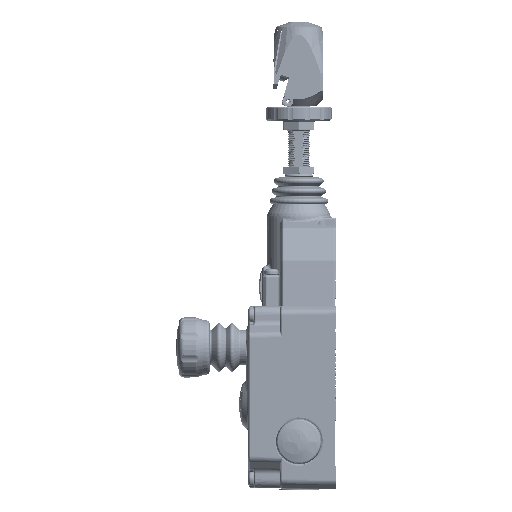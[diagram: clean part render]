
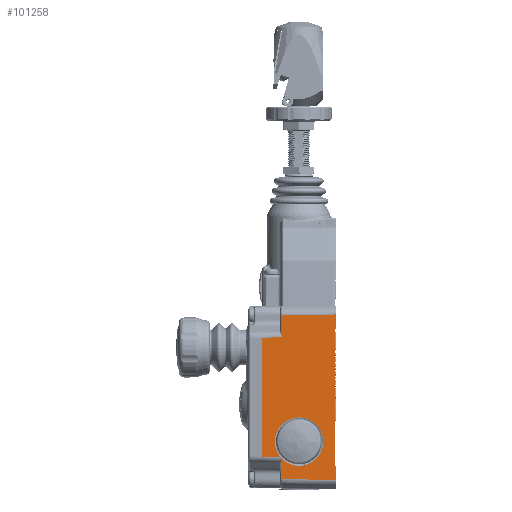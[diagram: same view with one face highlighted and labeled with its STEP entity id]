
A CAD part, left-side view. The second image highlights one B-rep face of the part: STEP entity #101258.
In plain terms, the highlighted planar face has unit normal (-1, 0.018, 0).
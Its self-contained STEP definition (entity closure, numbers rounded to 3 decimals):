
#565=DIRECTION('',(0.,0.,1.));
#566=VECTOR('',#565,75.204);
#567=CARTESIAN_POINT('',(-41.698,-20.,-87.602));
#568=LINE('',#567,#566);
#2167=DIRECTION('',(-0.017,-1.,0.017));
#2168=VECTOR('',#2167,0.5);
#2169=CARTESIAN_POINT('',(-41.698,-20.,-12.398));
#2170=LINE('',#2169,#2168);
#2171=DIRECTION('',(-0.017,-1.,0.021));
#2172=VECTOR('',#2171,10.987);
#2173=CARTESIAN_POINT('',(-41.,20.,
-17.358));
#2174=LINE('',#2173,#2172);
#2175=DIRECTION('',(-0.017,-1.,0.01));
#2176=VECTOR('',#2175,29.523);
#2177=CARTESIAN_POINT('',(-41.192,9.017,
-4.91));
#2178=LINE('',#2177,#2176);
#2179=DIRECTION('',(0.017,1.,0.01));
#2180=VECTOR('',#2179,29.523);
#2181=CARTESIAN_POINT('',(-41.707,-20.5,-95.388));
#2182=LINE('',#2181,#2180);
#2183=CARTESIAN_POINT('',(-41.192,9.017,
-84.104));
#2184=CARTESIAN_POINT('',(-41.204,8.329,
-84.761));
#2185=CARTESIAN_POINT('',(-41.23,6.848,
-85.9));
#2186=CARTESIAN_POINT('',(-41.275,4.27,
-87.126));
#2187=CARTESIAN_POINT('',(-41.323,1.509,
-87.77));
#2188=CARTESIAN_POINT('',(-41.372,-1.328,
-87.819));
#2189=CARTESIAN_POINT('',(-41.421,-4.102,
-87.272));
#2190=CARTESIAN_POINT('',(-41.466,-6.704,
-86.153));
#2191=CARTESIAN_POINT('',(-41.506,-9.013,
-84.512));
#2192=CARTESIAN_POINT('',(-41.54,-10.928,
-82.419));
#2193=CARTESIAN_POINT('',(-41.565,-12.361,
-79.973));
#2194=CARTESIAN_POINT('',(-41.58,-13.25,
-77.259));
#2195=CARTESIAN_POINT('',(-41.584,-13.449,
-75.401));
#2196=CARTESIAN_POINT('',(-41.584,-13.448,
-74.449));
#2198=CARTESIAN_POINT('',(-41.584,-13.448,
-74.449));
#2199=CARTESIAN_POINT('',(-41.584,-13.449,
-73.444));
#2200=CARTESIAN_POINT('',(-41.58,-13.228,
-71.485));
#2201=CARTESIAN_POINT('',(-41.563,-12.234,
-68.621));
#2202=CARTESIAN_POINT('',(-41.535,-10.631,
-66.075));
#2203=CARTESIAN_POINT('',(-41.498,-8.533,
-63.968));
#2204=CARTESIAN_POINT('',(-41.454,-5.985,
-62.355));
#2205=CARTESIAN_POINT('',(-41.404,-3.146,
-61.356));
#2206=CARTESIAN_POINT('',(-41.352,-0.155,
-61.014));
#2207=CARTESIAN_POINT('',(-41.3,2.824,
-61.347));
#2208=CARTESIAN_POINT('',(-41.25,5.655,
-62.334));
#2209=CARTESIAN_POINT('',(-41.206,8.195,
-63.929));
#2210=CARTESIAN_POINT('',(-41.169,10.305,
-66.036));
#2211=CARTESIAN_POINT('',(-41.141,11.911,
-68.582));
#2212=CARTESIAN_POINT('',(-41.124,12.911,
-71.456));
#2213=CARTESIAN_POINT('',(-41.12,13.134,
-73.433));
#2214=CARTESIAN_POINT('',(-41.12,13.134,
-74.448));
#2216=CARTESIAN_POINT('',(-41.12,13.134,
-74.448));
#2217=CARTESIAN_POINT('',(-41.12,13.132,
-75.475));
#2218=CARTESIAN_POINT('',(-41.124,12.91,
-77.464));
#2219=CARTESIAN_POINT('',(-41.142,11.892,
-80.356));
#2220=CARTESIAN_POINT('',(-41.16,10.817,
-82.046));
#2221=CARTESIAN_POINT('',(-41.171,10.176,
-82.845));
#2223=DIRECTION('',(0.017,1.,0.021));
#2224=VECTOR('',#2223,9.827);
#2225=CARTESIAN_POINT('',(-41.171,10.176,
-82.845));
#2226=LINE('',#2225,#2224);
#2227=DIRECTION('',(0.,0.,-1.));
#2228=VECTOR('',#2227,65.283);
#2229=CARTESIAN_POINT('',(-41.,20.,
-17.358));
#2230=LINE('',#2229,#2228);
#2300=DIRECTION('',(0.,0.,-1.));
#2301=VECTOR('',#2300,10.986);
#2302=CARTESIAN_POINT('',(-41.192,9.017,
-84.104));
#2303=LINE('',#2302,#2301);
#2564=DIRECTION('',(0.,0.,1.));
#2565=VECTOR('',#2564,7.777);
#2566=CARTESIAN_POINT('',(-41.707,-20.5,-95.388));
#2567=LINE('',#2566,#2565);
#2622=DIRECTION('',(0.017,1.,0.017));
#2623=VECTOR('',#2622,0.5);
#2624=CARTESIAN_POINT('',(-41.707,-20.5,-87.611));
#2625=LINE('',#2624,#2623);
#4208=DIRECTION('',(0.,0.,1.));
#4209=VECTOR('',#4208,7.777);
#4210=CARTESIAN_POINT('',(-41.707,-20.5,-12.389));
#4211=LINE('',#4210,#4209);
#71923=DIRECTION('',(0.,0.,-1.));
#71924=VECTOR('',#71923,12.221);
#71925=CARTESIAN_POINT('',(-41.192,9.017,
-4.91));
#71926=LINE('',#71925,#71924);
#83539=CARTESIAN_POINT('',(-41.698,-20.,-87.602));
#83540=VERTEX_POINT('',#83539);
#83541=CARTESIAN_POINT('',(-41.698,-20.,-12.398));
#83542=VERTEX_POINT('',#83541);
#84597=CARTESIAN_POINT('',(-41.707,-20.5,-12.389));
#84598=VERTEX_POINT('',#84597);
#84599=CARTESIAN_POINT('',(-41.,20.,
-17.358));
#84600=CARTESIAN_POINT('',(-41.,20.,
-82.642));
#84601=VERTEX_POINT('',#84599);
#84602=VERTEX_POINT('',#84600);
#84603=CARTESIAN_POINT('',(-41.192,9.017,
-17.131));
#84604=VERTEX_POINT('',#84603);
#84605=CARTESIAN_POINT('',(-41.192,9.017,
-4.91));
#84606=VERTEX_POINT('',#84605);
#84607=CARTESIAN_POINT('',(-41.707,-20.5,-4.612));
#84608=VERTEX_POINT('',#84607);
#84609=CARTESIAN_POINT('',(-41.707,-20.5,-87.611));
#84610=VERTEX_POINT('',#84609);
#84611=CARTESIAN_POINT('',(-41.707,-20.5,-95.388));
#84612=VERTEX_POINT('',#84611);
#84613=CARTESIAN_POINT('',(-41.192,9.017,
-95.09));
#84614=VERTEX_POINT('',#84613);
#84615=CARTESIAN_POINT('',(-41.192,9.017,
-84.104));
#84616=VERTEX_POINT('',#84615);
#84617=VERTEX_POINT('',#2196);
#84618=VERTEX_POINT('',#2214);
#84619=VERTEX_POINT('',#2221);
#101223=CARTESIAN_POINT('',(-41.,20.,-98.631));
#101224=DIRECTION('',(-1.,0.017,0.));
#101225=DIRECTION('',(0.,0.,1.));
#101226=AXIS2_PLACEMENT_3D('',#101223,#101224,#101225);
#101227=PLANE('',#101226);
#101229=ORIENTED_EDGE('',*,*,#101228,.F.);
#101231=ORIENTED_EDGE('',*,*,#101230,.T.);
#101233=ORIENTED_EDGE('',*,*,#101232,.F.);
#101235=ORIENTED_EDGE('',*,*,#101234,.T.);
#101237=ORIENTED_EDGE('',*,*,#101236,.F.);
#101238=ORIENTED_EDGE('',*,*,#101215,.F.);
#101239=ORIENTED_EDGE('',*,*,#99887,.F.);
#101241=ORIENTED_EDGE('',*,*,#101240,.F.);
#101243=ORIENTED_EDGE('',*,*,#101242,.F.);
#101245=ORIENTED_EDGE('',*,*,#101244,.T.);
#101247=ORIENTED_EDGE('',*,*,#101246,.F.);
#101249=ORIENTED_EDGE('',*,*,#101248,.T.);
#101251=ORIENTED_EDGE('',*,*,#101250,.T.);
#101253=ORIENTED_EDGE('',*,*,#101252,.T.);
#101255=ORIENTED_EDGE('',*,*,#101254,.T.);
#101256=EDGE_LOOP('',(#101229,#101231,#101233,#101235,#101237,#101238,#101239,
#101241,#101243,#101245,#101247,#101249,#101251,#101253,#101255));
#101257=FACE_OUTER_BOUND('',#101256,.F.);
#101258=ADVANCED_FACE('',(#101257),#101227,.T.);
#2197=B_SPLINE_CURVE_WITH_KNOTS('',3,(#2183,#2184,#2185,#2186,#2187,#2188,#2189,
#2190,#2191,#2192,#2193,#2194,#2195,#2196),.UNSPECIFIED.,.F.,.F.,(4,1,1,1,1,1,1,
1,1,1,1,4),(0.,0.091,0.182,0.273,
0.364,0.455,0.545,0.636,
0.727,0.818,0.909,1.),.UNSPECIFIED.);
#2215=B_SPLINE_CURVE_WITH_KNOTS('',3,(#2198,#2199,#2200,#2201,#2202,#2203,#2204,
#2205,#2206,#2207,#2208,#2209,#2210,#2211,#2212,#2213,#2214),.UNSPECIFIED.,.F.,
.F.,(4,1,1,1,1,1,1,1,1,1,1,1,1,1,4),(0.,0.071,0.143,
0.214,0.286,0.357,0.429,0.5,
0.571,0.643,0.714,0.786,
0.857,0.929,1.),.UNSPECIFIED.);
#2222=B_SPLINE_CURVE_WITH_KNOTS('',3,(#2216,#2217,#2218,#2219,#2220,#2221),
.UNSPECIFIED.,.F.,.F.,(4,1,1,4),(0.,0.333,0.667,1.),
.UNSPECIFIED.);
#99887=EDGE_CURVE('',#83540,#83542,#568,.T.);
#101215=EDGE_CURVE('',#83542,#84598,#2170,.T.);
#101228=EDGE_CURVE('',#84601,#84602,#2230,.T.);
#101230=EDGE_CURVE('',#84601,#84604,#2174,.T.);
#101232=EDGE_CURVE('',#84606,#84604,#71926,.T.);
#101234=EDGE_CURVE('',#84606,#84608,#2178,.T.);
#101236=EDGE_CURVE('',#84598,#84608,#4211,.T.);
#101240=EDGE_CURVE('',#84610,#83540,#2625,.T.);
#101242=EDGE_CURVE('',#84612,#84610,#2567,.T.);
#101244=EDGE_CURVE('',#84612,#84614,#2182,.T.);
#101246=EDGE_CURVE('',#84616,#84614,#2303,.T.);
#101248=EDGE_CURVE('',#84616,#84617,#2197,.T.);
#101250=EDGE_CURVE('',#84617,#84618,#2215,.T.);
#101252=EDGE_CURVE('',#84618,#84619,#2222,.T.);
#101254=EDGE_CURVE('',#84619,#84602,#2226,.T.);
